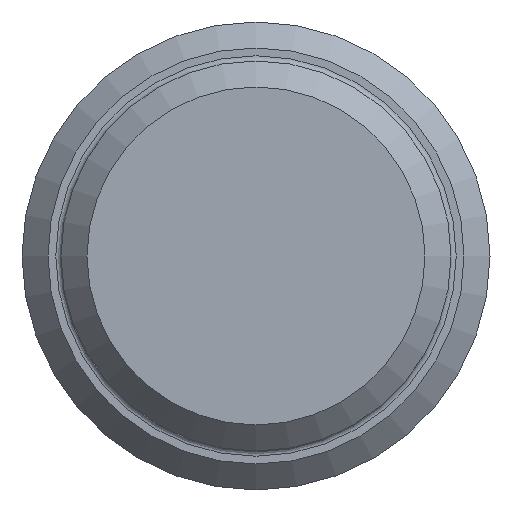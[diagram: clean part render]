
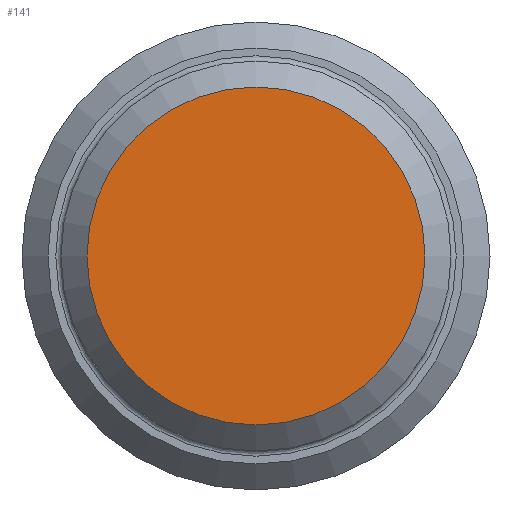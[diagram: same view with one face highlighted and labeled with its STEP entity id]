
A CAD part, left-side view. The second image highlights one B-rep face of the part: STEP entity #141.
In plain terms, the highlighted planar face has unit normal (-1, 0, 0).
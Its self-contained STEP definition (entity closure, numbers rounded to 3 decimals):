
#19=PLANE($,#166);
#42=FACE_OUTER_BOUND($,#62,.T.);
#62=EDGE_LOOP($,(#122));
#80=CIRCLE($,#165,6.5);
#92=VERTEX_POINT($,#251);
#104=EDGE_CURVE($,#92,#92,#80,.T.);
#122=ORIENTED_EDGE($,*,*,#104,.F.);
#141=ADVANCED_FACE($,(#42),#19,.T.);
#165=AXIS2_PLACEMENT_3D($,#252,#207,#208);
#166=AXIS2_PLACEMENT_3D($,#253,#209,#210);
#207=DIRECTION('center_axis',(1.,0.,0.));
#208=DIRECTION('ref_axis',(0.,1.,0.));
#209=DIRECTION('center_axis',(-1.,0.,0.));
#210=DIRECTION('ref_axis',(0.,0.,1.));
#251=CARTESIAN_POINT('',(0.,-6.5,0.));
#252=CARTESIAN_POINT('Origin',(0.,0.,0.));
#253=CARTESIAN_POINT('Origin',(0.,0.,0.));
